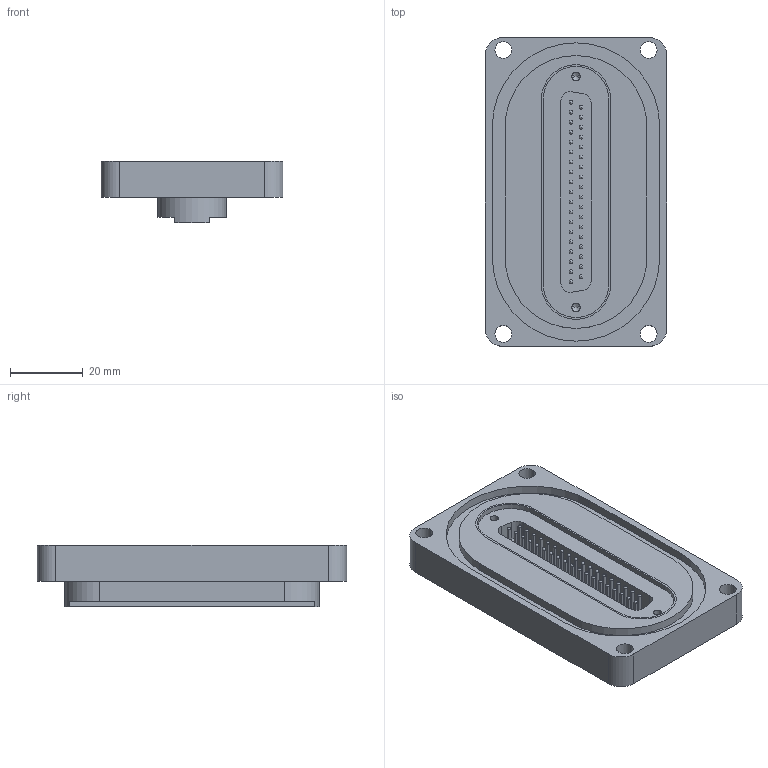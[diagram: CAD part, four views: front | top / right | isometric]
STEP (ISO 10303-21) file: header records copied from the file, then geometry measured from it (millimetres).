
FILE_DESCRIPTION (( 'STEP AP214' ), '1' );
FILE_NAME ('215-BP-D37.STEP', '2018-09-28T12:24:02', ( 'allectra' ), ( 'Microsoft' ), 'SwSTEP 2.0', 'SolidWorks 2014', '' );
FILE_SCHEMA (( 'AUTOMOTIVE_DESIGN' ));
Length unit declared in the file: millimetre
Products named in the file (5): 218-D9-37-SS_218-D37-SS; 9210-PIN-FENI_Pin vergoldet; 9218-D9-37-SS_37pin 1mm beschr. allectra; 9215-BP-1_9215-BP-37; 215-BP-D37
Assembly tree (40 placements, depth 3):
  215-BP-D37
    9215-BP-1_9215-BP-37
    218-D9-37-SS_218-D37-SS
      9218-D9-37-SS_37pin 1mm beschr. allectra
      9210-PIN-FENI_Pin vergoldet  x37
Bounding box: 50 x 85 x 17 mm (x, y, z)
Volume: 40699.9 mm3; surface area: 20916.9 mm2
Topology: 39 solids, 39 shells, 495 faces, 1393 edges, 922 vertices
Faces by surface type: cylinder 230, plane 156, sphere 74, bspline 27, cone 8
Entity records: 13395 total; most frequent: CARTESIAN_POINT 3743, DIRECTION 1949, ORIENTED_EDGE 1894, EDGE_CURVE 947, AXIS2_PLACEMENT_3D 688, VERTEX_POINT 630, VECTOR 573, LINE 573
